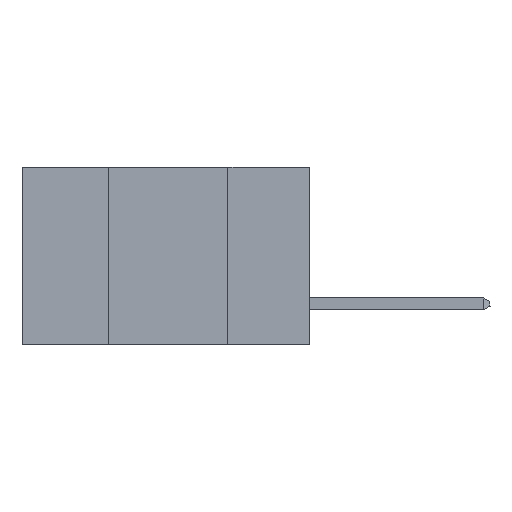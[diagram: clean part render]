
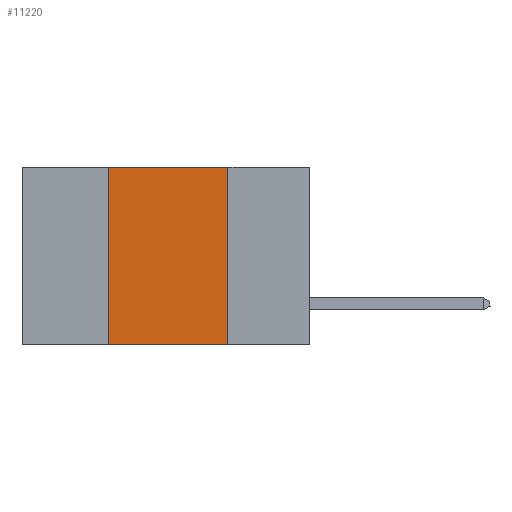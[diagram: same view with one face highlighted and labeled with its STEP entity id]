
A CAD part, left-side view. The second image highlights one B-rep face of the part: STEP entity #11220.
In plain terms, the highlighted planar face has unit normal (-1, 0, 0).
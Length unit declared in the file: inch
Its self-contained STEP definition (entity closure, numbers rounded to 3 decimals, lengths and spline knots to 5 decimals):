
#2682 = ORIENTED_EDGE ( 'NONE', *, *, #41040, .T. ) ;
#4826 = LINE ( 'NONE', #30903, #48641 ) ;
#5651 = PLANE ( 'NONE',  #35732 ) ;
#6219 = CARTESIAN_POINT ( 'NONE',  ( 0., 0.42, -0.37 ) ) ;
#7080 = VECTOR ( 'NONE', #41510, 39.37008 ) ;
#7626 = ORIENTED_EDGE ( 'NONE', *, *, #26310, .F. ) ;
#8380 = DIRECTION ( 'NONE',  ( 0., 0., -1. ) ) ;
#8458 = FACE_OUTER_BOUND ( 'NONE', #31219, .T. ) ;
#9230 = ORIENTED_EDGE ( 'NONE', *, *, #12926, .F. ) ;
#11015 = VERTEX_POINT ( 'NONE', #19372 ) ;
#11220 = ADVANCED_FACE ( 'NONE', ( #8458 ), #5651, .F. ) ;
#11412 = VERTEX_POINT ( 'NONE', #46416 ) ;
#12926 = EDGE_CURVE ( 'NONE', #36271, #11412, #43863, .T. ) ;
#14309 = CARTESIAN_POINT ( 'NONE',  ( 0., 0.42, 0. ) ) ;
#18465 = LINE ( 'NONE', #30600, #7080 ) ;
#19372 = CARTESIAN_POINT ( 'NONE',  ( 0., 0.17, -0.37 ) ) ;
#20497 = VECTOR ( 'NONE', #21655, 39.37008 ) ;
#20543 = DIRECTION ( 'NONE',  ( 0., -1., 0. ) ) ;
#21238 = ORIENTED_EDGE ( 'NONE', *, *, #46549, .F. ) ;
#21655 = DIRECTION ( 'NONE',  ( 0., 0., 1. ) ) ;
#23881 = DIRECTION ( 'NONE',  ( 0., 0., -1. ) ) ;
#24172 = VECTOR ( 'NONE', #20543, 39.37008 ) ;
#24627 = VERTEX_POINT ( 'NONE', #6219 ) ;
#26310 = EDGE_CURVE ( 'NONE', #11412, #11015, #4826, .T. ) ;
#30600 = CARTESIAN_POINT ( 'NONE',  ( 0., 0.6, -0.37 ) ) ;
#30903 = CARTESIAN_POINT ( 'NONE',  ( 0., 0.17, 0. ) ) ;
#31146 = CARTESIAN_POINT ( 'NONE',  ( 0., 0.42, 0. ) ) ;
#31219 = EDGE_LOOP ( 'NONE', ( #7626, #9230, #21238, #2682 ) ) ;
#35732 = AXIS2_PLACEMENT_3D ( 'NONE', #43414, #36536, #23881 ) ;
#36271 = VERTEX_POINT ( 'NONE', #31146 ) ;
#36536 = DIRECTION ( 'NONE',  ( 1., 0., 0. ) ) ;
#39796 = CARTESIAN_POINT ( 'NONE',  ( 0., 0.6, 0. ) ) ;
#41040 = EDGE_CURVE ( 'NONE', #24627, #11015, #18465, .T. ) ;
#41510 = DIRECTION ( 'NONE',  ( 0., -1., 0. ) ) ;
#43414 = CARTESIAN_POINT ( 'NONE',  ( 0., 0.6, 0. ) ) ;
#43863 = LINE ( 'NONE', #39796, #24172 ) ;
#44465 = LINE ( 'NONE', #14309, #20497 ) ;
#46416 = CARTESIAN_POINT ( 'NONE',  ( 0., 0.17, 0. ) ) ;
#46549 = EDGE_CURVE ( 'NONE', #24627, #36271, #44465, .T. ) ;
#48641 = VECTOR ( 'NONE', #8380, 39.37008 ) ;
